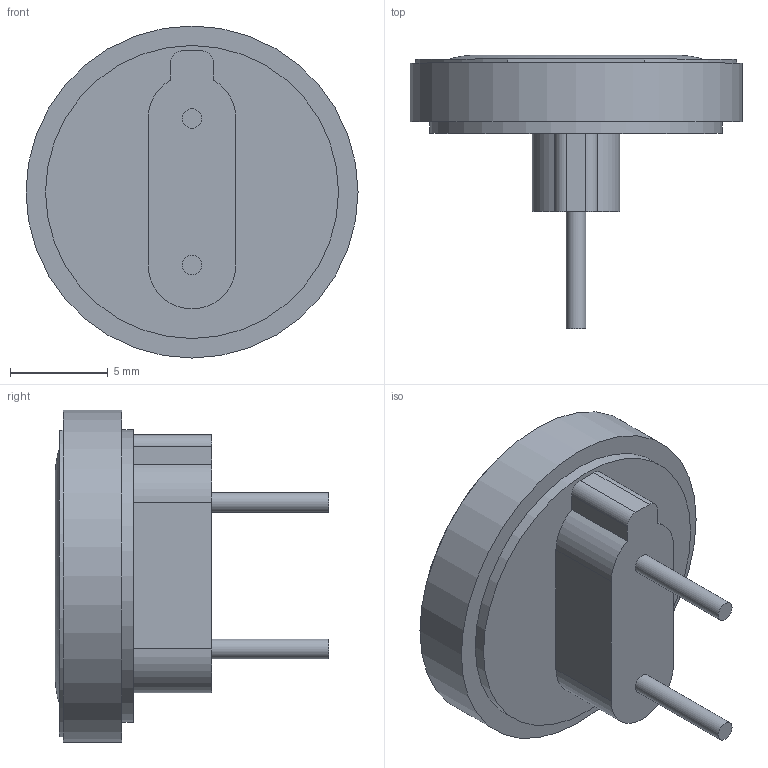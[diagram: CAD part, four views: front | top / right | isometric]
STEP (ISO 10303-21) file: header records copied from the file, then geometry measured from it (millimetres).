
FILE_DESCRIPTION(/* description */ (''),/* implementation_level */ '2;1');
FILE_NAME(/* name */ 'Button v11.step',/* time_stamp */ '2021-02-23T21:53:26+01:00',/* author */ (''),/* organization */ (''),/* preprocessor_version */ 'ST-DEVELOPER v18.1',/* originating_system */ 'Autodesk Translation Framework v9.7.0.1280',/* authorisation */ '');
FILE_SCHEMA (('AUTOMOTIVE_DESIGN { 1 0 10303 214 3 1 1 }'));
Length unit declared in the file: millimetre
Products named in the file (6): Button; coloured top; middle bit; top; leg (1); leg
Assembly tree (5 placements, depth 2):
  Button
    coloured top
    middle bit
    top
    leg (1)
    leg
Bounding box: 17 x 14 x 17 mm (x, y, z)
Volume: 1071.3 mm3; surface area: 1392.7 mm2
Topology: 5 solids, 5 shells, 31 faces, 57 edges, 38 vertices
Faces by surface type: plane 18, cylinder 12, torus 1
Full cylindrical faces by diameter (mm): 1 x4, 15 x1, 17 x1
Entity records: 999 total; most frequent: DIRECTION 170, CARTESIAN_POINT 138, ORIENTED_EDGE 114, AXIS2_PLACEMENT_3D 70, EDGE_CURVE 57, VERTEX_POINT 38, EDGE_LOOP 37, FACE_OUTER_BOUND 31
